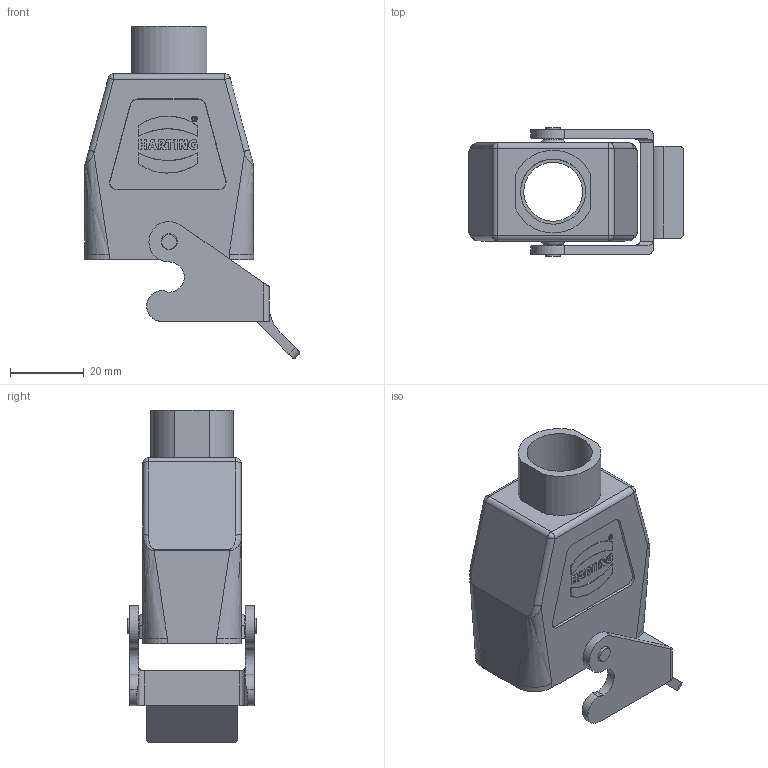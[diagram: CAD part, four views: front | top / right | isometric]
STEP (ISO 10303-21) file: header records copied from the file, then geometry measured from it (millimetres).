
FILE_DESCRIPTION(/* description */ (''),/* implementation_level */ '2;1');
FILE_NAME(/* name */ '100094809ugm000_b.stp',/* time_stamp */ '2019-11-19T07:33:30+01:00',/* author */ (''),/* organization */ (''),/* preprocessor_version */ 'ST-DEVELOPER v16.7',/* originating_system */ 'SIEMENS PLM Software NX 12.0',/* authorisation */ '');
FILE_SCHEMA (('AUTOMOTIVE_DESIGN { 1 0 10303 214 3 1 1 1 }'));
Length unit declared in the file: millimetre
Products named in the file (1): 100094809ugm000_b
Bounding box: 58.32 x 34.9 x 90.25 mm (x, y, z)
Volume: 24831.8 mm3; surface area: 24152.1 mm2
Topology: 2 solids, 2 shells, 317 faces, 831 edges, 542 vertices
Faces by surface type: plane 192, cylinder 93, cone 14, bspline 14, sphere 4
Full cylindrical faces by diameter (mm): 1.008 x1, 1.554 x1, 2.4 x4, 3.5 x4, 4 x2, 4.4 x2, 16 x1, 17.7 x1
Entity records: 12933 total; most frequent: CARTESIAN_POINT 2965, ORIENTED_EDGE 1600, DIRECTION 1532, EDGE_CURVE 800, LINE 562, VECTOR 562, VERTEX_POINT 538, AXIS2_PLACEMENT_3D 485
